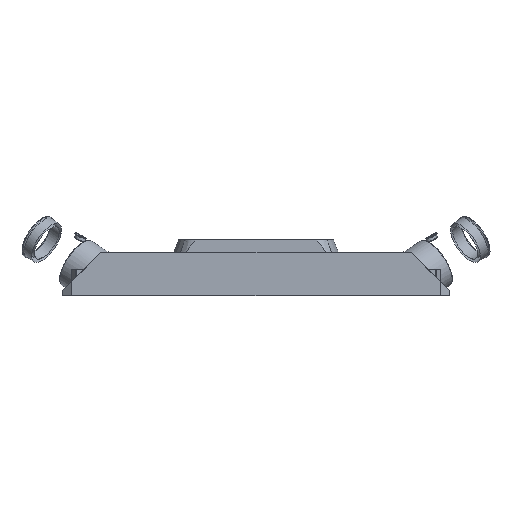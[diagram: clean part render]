
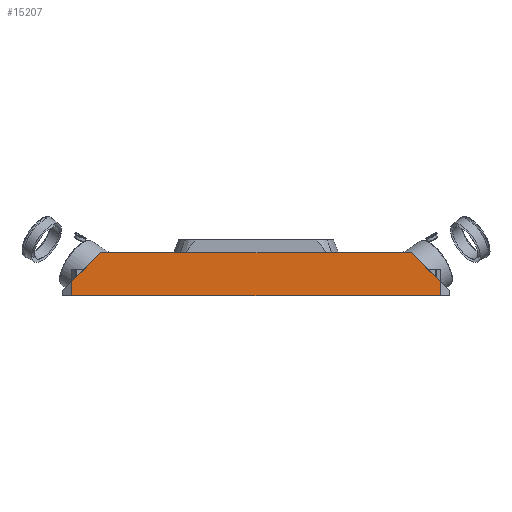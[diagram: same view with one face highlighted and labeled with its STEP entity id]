
A CAD part, front view. The second image highlights one B-rep face of the part: STEP entity #15207.
In plain terms, the highlighted planar face has unit normal (0, -1, 0).
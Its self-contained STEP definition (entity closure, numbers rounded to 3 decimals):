
#1102=LINE('',#22298,#2350);
#1103=LINE('',#22303,#2351);
#1157=LINE('',#23042,#2405);
#1232=LINE('',#23571,#2480);
#1473=LINE('',#28621,#2721);
#1764=LINE('',#32553,#3012);
#1769=LINE('',#32622,#3017);
#1781=LINE('',#33210,#3029);
#2350=VECTOR('',#17576,10.);
#2351=VECTOR('',#17583,10.);
#2405=VECTOR('',#17711,10.);
#2480=VECTOR('',#17890,10.);
#2721=VECTOR('',#18535,10.);
#3012=VECTOR('',#19056,10.);
#3017=VECTOR('',#19067,10.);
#3029=VECTOR('',#19135,10.);
#3363=PLANE('',#16116);
#4159=FACE_OUTER_BOUND('',#5005,.T.);
#5005=EDGE_LOOP('',(#14036,#14037,#14038,#14039,#14040,#14041,#14042,#14043));
#6378=VERTEX_POINT('',#21927);
#6380=VERTEX_POINT('',#21982);
#6389=VERTEX_POINT('',#22302);
#6452=VERTEX_POINT('',#23039);
#6453=VERTEX_POINT('',#23041);
#6544=VERTEX_POINT('',#23568);
#6545=VERTEX_POINT('',#23570);
#6855=VERTEX_POINT('',#28620);
#8160=EDGE_CURVE('',#6378,#6380,#1102,.T.);
#8162=EDGE_CURVE('',#6389,#6378,#1103,.T.);
#8244=EDGE_CURVE('',#6452,#6453,#1157,.T.);
#8360=EDGE_CURVE('',#6544,#6545,#1232,.F.);
#8832=EDGE_CURVE('',#6855,#6389,#1473,.T.);
#9484=EDGE_CURVE('',#6380,#6453,#1764,.T.);
#9490=EDGE_CURVE('',#6545,#6452,#1769,.T.);
#9522=EDGE_CURVE('',#6544,#6855,#1781,.T.);
#14036=ORIENTED_EDGE('',*,*,#8162,.T.);
#14037=ORIENTED_EDGE('',*,*,#8160,.T.);
#14038=ORIENTED_EDGE('',*,*,#9484,.T.);
#14039=ORIENTED_EDGE('',*,*,#8244,.F.);
#14040=ORIENTED_EDGE('',*,*,#9490,.F.);
#14041=ORIENTED_EDGE('',*,*,#8360,.F.);
#14042=ORIENTED_EDGE('',*,*,#9522,.T.);
#14043=ORIENTED_EDGE('',*,*,#8832,.T.);
#15207=ADVANCED_FACE('',(#4159),#3363,.T.);
#16116=AXIS2_PLACEMENT_3D('',#33211,#19136,#19137);
#17576=DIRECTION('',(-1.,0.,0.));
#17583=DIRECTION('',(-1.,0.,0.));
#17711=DIRECTION('',(0.707,0.,0.707));
#17890=DIRECTION('',(1.,0.,0.));
#18535=DIRECTION('',(-0.707,0.,0.707));
#19056=DIRECTION('',(-1.,0.,0.));
#19067=DIRECTION('',(0.,0.,1.));
#19135=DIRECTION('',(0.,0.,1.));
#19136=DIRECTION('center_axis',(0.,-1.,0.));
#19137=DIRECTION('ref_axis',(1.,0.,0.));
#21927=CARTESIAN_POINT('',(24.396,83.667,17.));
#21982=CARTESIAN_POINT('',(-31.226,83.667,17.));
#22298=CARTESIAN_POINT('',(-40.433,83.667,17.));
#22302=CARTESIAN_POINT('',(58.023,83.667,17.));
#22303=CARTESIAN_POINT('',(-40.433,83.667,17.));
#23039=CARTESIAN_POINT('',(-76.264,83.667,5.589));
#23041=CARTESIAN_POINT('',(-64.853,83.667,17.));
#23042=CARTESIAN_POINT('',(-55.746,83.667,26.107));
#23568=CARTESIAN_POINT('',(69.434,83.667,0.));
#23570=CARTESIAN_POINT('',(-76.264,83.667,0.));
#23571=CARTESIAN_POINT('',(33.603,83.667,0.));
#28620=CARTESIAN_POINT('',(69.434,83.667,5.589));
#28621=CARTESIAN_POINT('',(48.916,83.667,26.107));
#32553=CARTESIAN_POINT('',(-40.433,83.667,17.));
#32622=CARTESIAN_POINT('',(-76.264,83.667,5.091));
#33210=CARTESIAN_POINT('',(69.434,83.667,5.091));
#33211=CARTESIAN_POINT('Origin',(70.534,83.667,2.));
